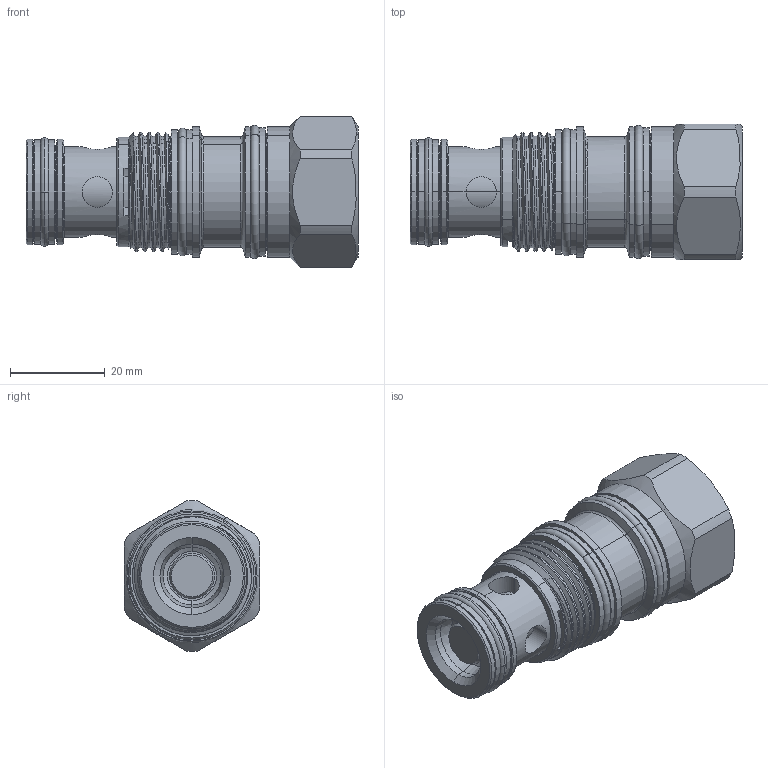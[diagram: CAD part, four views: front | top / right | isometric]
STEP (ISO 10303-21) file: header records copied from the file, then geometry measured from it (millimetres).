
FILE_DESCRIPTION (( 'STEP AP214' ), '1' );
FILE_NAME ('CO2A3F-G02.STEP', '2016-04-15T03:01:28', ( '' ), ( '' ), 'SwSTEP 2.0', 'SolidWorks 2012', '' );
FILE_SCHEMA (( 'AUTOMOTIVE_DESIGN' ));
Length unit declared in the file: millimetre
Products named in the file (1): CO2A3F-G02
Bounding box: 69.9 x 28.57 x 31.79 mm (x, y, z)
Volume: 31184.3 mm3; surface area: 11523.5 mm2
Topology: 4 solids, 4 shells, 228 faces, 534 edges, 329 vertices
Faces by surface type: cylinder 116, cone 40, plane 30, torus 27, bspline 15
Entity records: 10107 total; most frequent: CARTESIAN_POINT 5103, ORIENTED_EDGE 1068, DIRECTION 1014, EDGE_CURVE 534, AXIS2_PLACEMENT_3D 426, VERTEX_POINT 329, EDGE_LOOP 249, FACE_OUTER_BOUND 228
